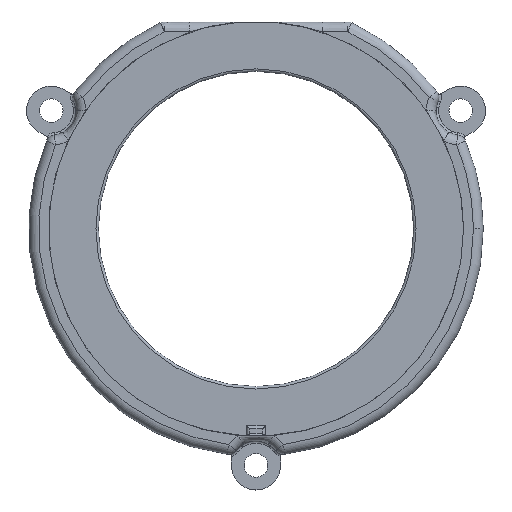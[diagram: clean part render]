
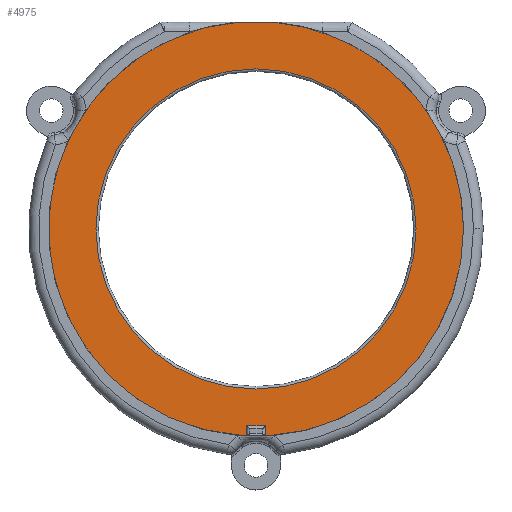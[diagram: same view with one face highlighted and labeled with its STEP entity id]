
A CAD part, top view. The second image highlights one B-rep face of the part: STEP entity #4975.
In plain terms, the highlighted planar face has unit normal (0, 0, 1).
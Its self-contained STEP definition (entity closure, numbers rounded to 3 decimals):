
#32 = PLANE('',#33);
#33 = AXIS2_PLACEMENT_3D('',#34,#35,#36);
#34 = CARTESIAN_POINT('',(-30.,21.,0.));
#35 = DIRECTION('',(0.,1.,0.));
#36 = DIRECTION('',(0.,0.,1.));
#474 = VERTEX_POINT('',#475);
#475 = CARTESIAN_POINT('',(-1.716,21.,0.5));
#488 = CYLINDRICAL_SURFACE('',#489,21.07);
#489 = AXIS2_PLACEMENT_3D('',#490,#491,#492);
#490 = CARTESIAN_POINT('',(0.,0.,0.5));
#491 = DIRECTION('',(0.,0.,1.));
#492 = DIRECTION('',(1.,0.,0.));
#500 = EDGE_CURVE('',#501,#474,#503,.T.);
#501 = VERTEX_POINT('',#502);
#502 = CARTESIAN_POINT('',(1.716,21.,0.5));
#503 = SURFACE_CURVE('',#504,(#508,#514),.PCURVE_S1.);
#504 = LINE('',#505,#506);
#505 = CARTESIAN_POINT('',(-15.,21.,0.5));
#506 = VECTOR('',#507,1.);
#507 = DIRECTION('',(-1.,0.,0.));
#508 = PCURVE('',#32,#509);
#509 = DEFINITIONAL_REPRESENTATION('',(#510),#513);
#510 = B_SPLINE_CURVE_WITH_KNOTS('',1,(#511,#512),.UNSPECIFIED.,.F.,.F.,
  (2,2),(-36.07,6.07),.PIECEWISE_BEZIER_KNOTS.);
#511 = CARTESIAN_POINT('',(0.5,51.07));
#512 = CARTESIAN_POINT('',(0.5,8.93));
#513 = ( GEOMETRIC_REPRESENTATION_CONTEXT(2) 
PARAMETRIC_REPRESENTATION_CONTEXT() REPRESENTATION_CONTEXT('2D SPACE',''
  ) );
#514 = PCURVE('',#515,#520);
#515 = PLANE('',#516);
#516 = AXIS2_PLACEMENT_3D('',#517,#518,#519);
#517 = CARTESIAN_POINT('',(0.,0.,0.5));
#518 = DIRECTION('',(0.,0.,1.));
#519 = DIRECTION('',(1.,0.,0.));
#520 = DEFINITIONAL_REPRESENTATION('',(#521),#524);
#521 = B_SPLINE_CURVE_WITH_KNOTS('',1,(#522,#523),.UNSPECIFIED.,.F.,.F.,
  (2,2),(-36.07,6.07),.PIECEWISE_BEZIER_KNOTS.);
#522 = CARTESIAN_POINT('',(21.07,21.));
#523 = CARTESIAN_POINT('',(-21.07,21.));
#524 = ( GEOMETRIC_REPRESENTATION_CONTEXT(2) 
PARAMETRIC_REPRESENTATION_CONTEXT() REPRESENTATION_CONTEXT('2D SPACE',''
  ) );
#3635 = EDGE_CURVE('',#474,#3636,#3638,.T.);
#3636 = VERTEX_POINT('',#3637);
#3637 = CARTESIAN_POINT('',(-0.95,-21.049,0.5));
#3638 = SURFACE_CURVE('',#3639,(#3644,#3651),.PCURVE_S1.);
#3639 = CIRCLE('',#3640,21.07);
#3640 = AXIS2_PLACEMENT_3D('',#3641,#3642,#3643);
#3641 = CARTESIAN_POINT('',(0.,0.,0.5));
#3642 = DIRECTION('',(0.,0.,1.));
#3643 = DIRECTION('',(1.,0.,0.));
#3644 = PCURVE('',#488,#3645);
#3645 = DEFINITIONAL_REPRESENTATION('',(#3646),#3650);
#3646 = LINE('',#3647,#3648);
#3647 = CARTESIAN_POINT('',(0.,0.));
#3648 = VECTOR('',#3649,1.);
#3649 = DIRECTION('',(1.,0.));
#3650 = ( GEOMETRIC_REPRESENTATION_CONTEXT(2) 
PARAMETRIC_REPRESENTATION_CONTEXT() REPRESENTATION_CONTEXT('2D SPACE',''
  ) );
#3651 = PCURVE('',#515,#3652);
#3652 = DEFINITIONAL_REPRESENTATION('',(#3653),#3657);
#3653 = CIRCLE('',#3654,21.07);
#3654 = AXIS2_PLACEMENT_2D('',#3655,#3656);
#3655 = CARTESIAN_POINT('',(0.,0.));
#3656 = DIRECTION('',(1.,0.));
#3657 = ( GEOMETRIC_REPRESENTATION_CONTEXT(2) 
PARAMETRIC_REPRESENTATION_CONTEXT() REPRESENTATION_CONTEXT('2D SPACE',''
  ) );
#3675 = PLANE('',#3676);
#3676 = AXIS2_PLACEMENT_3D('',#3677,#3678,#3679);
#3677 = CARTESIAN_POINT('',(-0.95,-22.,0.5));
#3678 = DIRECTION('',(1.,0.,0.));
#3679 = DIRECTION('',(0.,0.,1.));
#4902 = VERTEX_POINT('',#4903);
#4903 = CARTESIAN_POINT('',(0.95,-21.049,0.5));
#4917 = PLANE('',#4918);
#4918 = AXIS2_PLACEMENT_3D('',#4919,#4920,#4921);
#4919 = CARTESIAN_POINT('',(0.95,-22.,0.5));
#4920 = DIRECTION('',(1.,0.,0.));
#4921 = DIRECTION('',(0.,0.,1.));
#4928 = EDGE_CURVE('',#4902,#4929,#4931,.T.);
#4929 = VERTEX_POINT('',#4930);
#4930 = CARTESIAN_POINT('',(21.07,0.,0.5));
#4931 = SURFACE_CURVE('',#4932,(#4937,#4944),.PCURVE_S1.);
#4932 = CIRCLE('',#4933,21.07);
#4933 = AXIS2_PLACEMENT_3D('',#4934,#4935,#4936);
#4934 = CARTESIAN_POINT('',(0.,0.,0.5));
#4935 = DIRECTION('',(0.,0.,1.));
#4936 = DIRECTION('',(1.,0.,0.));
#4937 = PCURVE('',#488,#4938);
#4938 = DEFINITIONAL_REPRESENTATION('',(#4939),#4943);
#4939 = LINE('',#4940,#4941);
#4940 = CARTESIAN_POINT('',(0.,0.));
#4941 = VECTOR('',#4942,1.);
#4942 = DIRECTION('',(1.,0.));
#4943 = ( GEOMETRIC_REPRESENTATION_CONTEXT(2) 
PARAMETRIC_REPRESENTATION_CONTEXT() REPRESENTATION_CONTEXT('2D SPACE',''
  ) );
#4944 = PCURVE('',#515,#4945);
#4945 = DEFINITIONAL_REPRESENTATION('',(#4946),#4950);
#4946 = CIRCLE('',#4947,21.07);
#4947 = AXIS2_PLACEMENT_2D('',#4948,#4949);
#4948 = CARTESIAN_POINT('',(0.,0.));
#4949 = DIRECTION('',(1.,0.));
#4950 = ( GEOMETRIC_REPRESENTATION_CONTEXT(2) 
PARAMETRIC_REPRESENTATION_CONTEXT() REPRESENTATION_CONTEXT('2D SPACE',''
  ) );
#4952 = EDGE_CURVE('',#4929,#501,#4953,.T.);
#4953 = SURFACE_CURVE('',#4954,(#4959,#4966),.PCURVE_S1.);
#4954 = CIRCLE('',#4955,21.07);
#4955 = AXIS2_PLACEMENT_3D('',#4956,#4957,#4958);
#4956 = CARTESIAN_POINT('',(0.,0.,0.5));
#4957 = DIRECTION('',(0.,0.,1.));
#4958 = DIRECTION('',(1.,0.,0.));
#4959 = PCURVE('',#488,#4960);
#4960 = DEFINITIONAL_REPRESENTATION('',(#4961),#4965);
#4961 = LINE('',#4962,#4963);
#4962 = CARTESIAN_POINT('',(6.283,0.));
#4963 = VECTOR('',#4964,1.);
#4964 = DIRECTION('',(1.,0.));
#4965 = ( GEOMETRIC_REPRESENTATION_CONTEXT(2) 
PARAMETRIC_REPRESENTATION_CONTEXT() REPRESENTATION_CONTEXT('2D SPACE',''
  ) );
#4966 = PCURVE('',#515,#4967);
#4967 = DEFINITIONAL_REPRESENTATION('',(#4968),#4972);
#4968 = CIRCLE('',#4969,21.07);
#4969 = AXIS2_PLACEMENT_2D('',#4970,#4971);
#4970 = CARTESIAN_POINT('',(0.,0.));
#4971 = DIRECTION('',(1.,0.));
#4972 = ( GEOMETRIC_REPRESENTATION_CONTEXT(2) 
PARAMETRIC_REPRESENTATION_CONTEXT() REPRESENTATION_CONTEXT('2D SPACE',''
  ) );
#4975 = ADVANCED_FACE('',(#4976,#5054),#515,.T.);
#4976 = FACE_BOUND('',#4977,.T.);
#4977 = EDGE_LOOP('',(#4978,#5001,#5002,#5003,#5004,#5005,#5028));
#4978 = ORIENTED_EDGE('',*,*,#4979,.F.);
#4979 = EDGE_CURVE('',#4902,#4980,#4982,.T.);
#4980 = VERTEX_POINT('',#4981);
#4981 = CARTESIAN_POINT('',(0.95,-20.,0.5));
#4982 = SURFACE_CURVE('',#4983,(#4987,#4994),.PCURVE_S1.);
#4983 = LINE('',#4984,#4985);
#4984 = CARTESIAN_POINT('',(0.95,-22.,0.5));
#4985 = VECTOR('',#4986,1.);
#4986 = DIRECTION('',(0.,1.,0.));
#4987 = PCURVE('',#515,#4988);
#4988 = DEFINITIONAL_REPRESENTATION('',(#4989),#4993);
#4989 = LINE('',#4990,#4991);
#4990 = CARTESIAN_POINT('',(0.95,-22.));
#4991 = VECTOR('',#4992,1.);
#4992 = DIRECTION('',(0.,1.));
#4993 = ( GEOMETRIC_REPRESENTATION_CONTEXT(2) 
PARAMETRIC_REPRESENTATION_CONTEXT() REPRESENTATION_CONTEXT('2D SPACE',''
  ) );
#4994 = PCURVE('',#4917,#4995);
#4995 = DEFINITIONAL_REPRESENTATION('',(#4996),#5000);
#4996 = LINE('',#4997,#4998);
#4997 = CARTESIAN_POINT('',(0.,0.));
#4998 = VECTOR('',#4999,1.);
#4999 = DIRECTION('',(0.,-1.));
#5000 = ( GEOMETRIC_REPRESENTATION_CONTEXT(2) 
PARAMETRIC_REPRESENTATION_CONTEXT() REPRESENTATION_CONTEXT('2D SPACE',''
  ) );
#5001 = ORIENTED_EDGE('',*,*,#4928,.T.);
#5002 = ORIENTED_EDGE('',*,*,#4952,.T.);
#5003 = ORIENTED_EDGE('',*,*,#500,.T.);
#5004 = ORIENTED_EDGE('',*,*,#3635,.T.);
#5005 = ORIENTED_EDGE('',*,*,#5006,.T.);
#5006 = EDGE_CURVE('',#3636,#5007,#5009,.T.);
#5007 = VERTEX_POINT('',#5008);
#5008 = CARTESIAN_POINT('',(-0.95,-20.,0.5));
#5009 = SURFACE_CURVE('',#5010,(#5014,#5021),.PCURVE_S1.);
#5010 = LINE('',#5011,#5012);
#5011 = CARTESIAN_POINT('',(-0.95,-22.,0.5));
#5012 = VECTOR('',#5013,1.);
#5013 = DIRECTION('',(0.,1.,0.));
#5014 = PCURVE('',#515,#5015);
#5015 = DEFINITIONAL_REPRESENTATION('',(#5016),#5020);
#5016 = LINE('',#5017,#5018);
#5017 = CARTESIAN_POINT('',(-0.95,-22.));
#5018 = VECTOR('',#5019,1.);
#5019 = DIRECTION('',(0.,1.));
#5020 = ( GEOMETRIC_REPRESENTATION_CONTEXT(2) 
PARAMETRIC_REPRESENTATION_CONTEXT() REPRESENTATION_CONTEXT('2D SPACE',''
  ) );
#5021 = PCURVE('',#3675,#5022);
#5022 = DEFINITIONAL_REPRESENTATION('',(#5023),#5027);
#5023 = LINE('',#5024,#5025);
#5024 = CARTESIAN_POINT('',(0.,0.));
#5025 = VECTOR('',#5026,1.);
#5026 = DIRECTION('',(0.,-1.));
#5027 = ( GEOMETRIC_REPRESENTATION_CONTEXT(2) 
PARAMETRIC_REPRESENTATION_CONTEXT() REPRESENTATION_CONTEXT('2D SPACE',''
  ) );
#5028 = ORIENTED_EDGE('',*,*,#5029,.T.);
#5029 = EDGE_CURVE('',#5007,#4980,#5030,.T.);
#5030 = SURFACE_CURVE('',#5031,(#5035,#5042),.PCURVE_S1.);
#5031 = LINE('',#5032,#5033);
#5032 = CARTESIAN_POINT('',(-0.95,-20.,0.5));
#5033 = VECTOR('',#5034,1.);
#5034 = DIRECTION('',(1.,0.,0.));
#5035 = PCURVE('',#515,#5036);
#5036 = DEFINITIONAL_REPRESENTATION('',(#5037),#5041);
#5037 = LINE('',#5038,#5039);
#5038 = CARTESIAN_POINT('',(-0.95,-20.));
#5039 = VECTOR('',#5040,1.);
#5040 = DIRECTION('',(1.,0.));
#5041 = ( GEOMETRIC_REPRESENTATION_CONTEXT(2) 
PARAMETRIC_REPRESENTATION_CONTEXT() REPRESENTATION_CONTEXT('2D SPACE',''
  ) );
#5042 = PCURVE('',#5043,#5048);
#5043 = PLANE('',#5044);
#5044 = AXIS2_PLACEMENT_3D('',#5045,#5046,#5047);
#5045 = CARTESIAN_POINT('',(-0.95,-20.,0.5));
#5046 = DIRECTION('',(0.,1.,0.));
#5047 = DIRECTION('',(0.,0.,1.));
#5048 = DEFINITIONAL_REPRESENTATION('',(#5049),#5053);
#5049 = LINE('',#5050,#5051);
#5050 = CARTESIAN_POINT('',(0.,0.));
#5051 = VECTOR('',#5052,1.);
#5052 = DIRECTION('',(0.,1.));
#5053 = ( GEOMETRIC_REPRESENTATION_CONTEXT(2) 
PARAMETRIC_REPRESENTATION_CONTEXT() REPRESENTATION_CONTEXT('2D SPACE',''
  ) );
#5054 = FACE_BOUND('',#5055,.T.);
#5055 = EDGE_LOOP('',(#5056));
#5056 = ORIENTED_EDGE('',*,*,#5057,.F.);
#5057 = EDGE_CURVE('',#5058,#5058,#5060,.T.);
#5058 = VERTEX_POINT('',#5059);
#5059 = CARTESIAN_POINT('',(16.25,0.,0.5));
#5060 = SURFACE_CURVE('',#5061,(#5066,#5073),.PCURVE_S1.);
#5061 = CIRCLE('',#5062,16.25);
#5062 = AXIS2_PLACEMENT_3D('',#5063,#5064,#5065);
#5063 = CARTESIAN_POINT('',(0.,0.,0.5));
#5064 = DIRECTION('',(0.,0.,1.));
#5065 = DIRECTION('',(1.,0.,0.));
#5066 = PCURVE('',#515,#5067);
#5067 = DEFINITIONAL_REPRESENTATION('',(#5068),#5072);
#5068 = CIRCLE('',#5069,16.25);
#5069 = AXIS2_PLACEMENT_2D('',#5070,#5071);
#5070 = CARTESIAN_POINT('',(0.,0.));
#5071 = DIRECTION('',(1.,0.));
#5072 = ( GEOMETRIC_REPRESENTATION_CONTEXT(2) 
PARAMETRIC_REPRESENTATION_CONTEXT() REPRESENTATION_CONTEXT('2D SPACE',''
  ) );
#5073 = PCURVE('',#5074,#5079);
#5074 = TOROIDAL_SURFACE('',#5075,16.25,0.25);
#5075 = AXIS2_PLACEMENT_3D('',#5076,#5077,#5078);
#5076 = CARTESIAN_POINT('',(0.,0.,0.25));
#5077 = DIRECTION('',(0.,0.,1.));
#5078 = DIRECTION('',(1.,0.,0.));
#5079 = DEFINITIONAL_REPRESENTATION('',(#5080),#5084);
#5080 = LINE('',#5081,#5082);
#5081 = CARTESIAN_POINT('',(0.,1.571));
#5082 = VECTOR('',#5083,1.);
#5083 = DIRECTION('',(1.,0.));
#5084 = ( GEOMETRIC_REPRESENTATION_CONTEXT(2) 
PARAMETRIC_REPRESENTATION_CONTEXT() REPRESENTATION_CONTEXT('2D SPACE',''
  ) );
